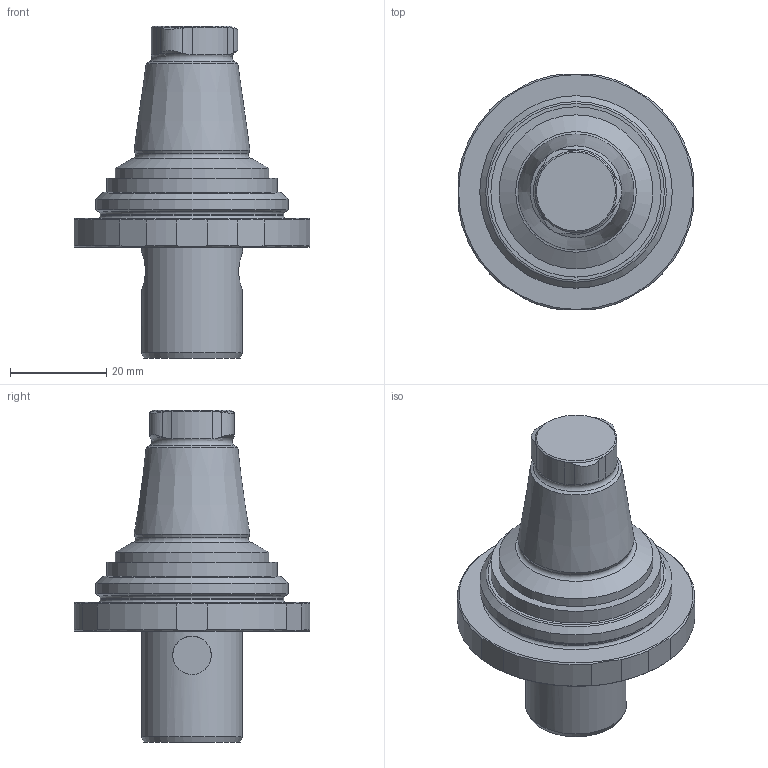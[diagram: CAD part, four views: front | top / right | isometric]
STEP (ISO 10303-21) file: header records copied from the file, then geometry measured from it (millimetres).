
FILE_DESCRIPTION(('ZollerModel'),'2;1');
FILE_NAME('Open CASCADE Shape Model','2020-03-30T16:36:30',('Zoller'),( 'E. Zoller GmbH & Co. KG'),'Open CASCADE STEP processor 6.2', 'Open CASCADE 6.2','Unknown');
FILE_SCHEMA(('AUTOMOTIVE_DESIGN { 1 0 10303 214 1 1 1 1 }'));
Length unit declared in the file: millimetre
Products named in the file (1): productInfo 5
Bounding box: 49 x 49 x 69 mm (x, y, z)
Volume: 39112.6 mm3; surface area: 10020 mm2
Topology: 1 solids, 1 shells, 66 faces, 153 edges, 96 vertices
Faces by surface type: cylinder 28, plane 17, cone 16, torus 5
Full cylindrical faces by diameter (mm): 8 x3, 21 x1, 32 x1, 35.4 x1, 38.1 x1, 40 x1
Entity records: 6999 total; most frequent: CARTESIAN_POINT 4333, DIRECTION 358, ORIENTED_EDGE 306, PCURVE 306, DEFINITIONAL_REPRESENTATION 306, B_SPLINE_CURVE_WITH_KNOTS 294, EDGE_CURVE 153, SURFACE_CURVE 130
